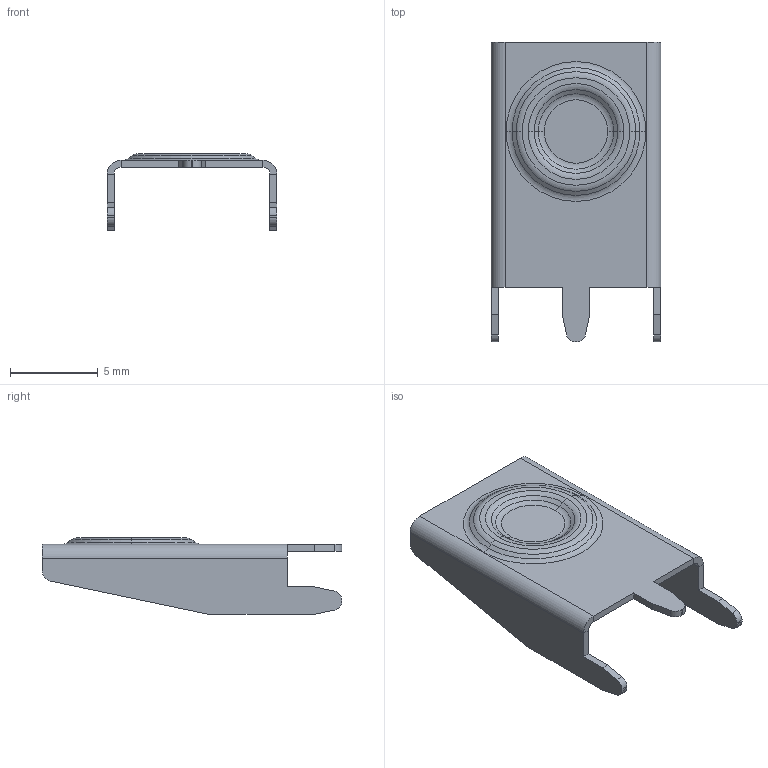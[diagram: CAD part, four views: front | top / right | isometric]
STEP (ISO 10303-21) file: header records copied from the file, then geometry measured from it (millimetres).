
FILE_DESCRIPTION (( 'STEP AP214' ), '1' );
FILE_NAME ('BK-595.STEP', '2019-12-30T06:35:34', ( '' ), ( '' ), 'SwSTEP 2.0', 'SolidWorks 2017', '' );
FILE_SCHEMA (( 'AUTOMOTIVE_DESIGN' ));
Length unit declared in the file: millimetre
Products named in the file (1): BK-595
Bounding box: 9.7 x 17.1 x 4.38 mm (x, y, z)
Volume: 90.7 mm3; surface area: 482.5 mm2
Topology: 1 solids, 1 shells, 74 faces, 172 edges, 104 vertices
Faces by surface type: plane 38, torus 16, cylinder 12, cone 8
Entity records: 2126 total; most frequent: DIRECTION 394, CARTESIAN_POINT 351, ORIENTED_EDGE 344, EDGE_CURVE 172, AXIS2_PLACEMENT_3D 147, VERTEX_POINT 104, LINE 100, VECTOR 100
